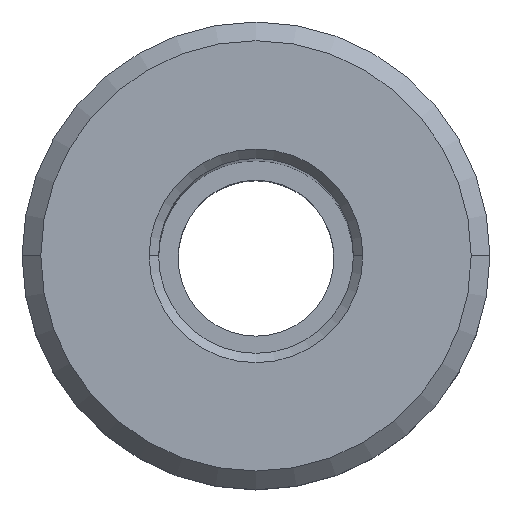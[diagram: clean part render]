
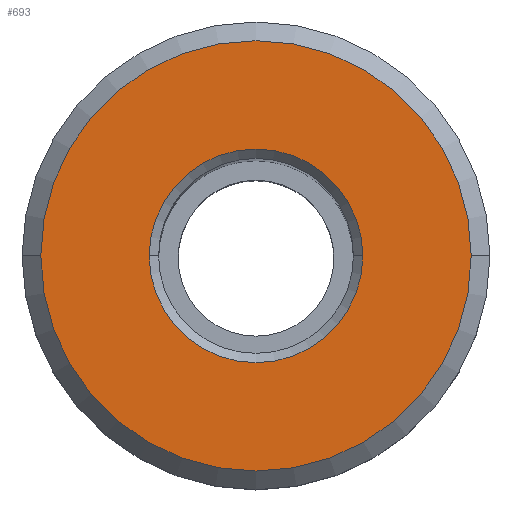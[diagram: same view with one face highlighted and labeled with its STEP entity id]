
A CAD part, top view. The second image highlights one B-rep face of the part: STEP entity #693.
In plain terms, the highlighted planar face has unit normal (0, 0, 1).
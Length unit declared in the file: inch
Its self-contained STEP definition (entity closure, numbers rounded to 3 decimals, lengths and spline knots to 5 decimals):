
#25 = VERTEX_POINT ( 'NONE', #944 ) ;
#32 = DIRECTION ( 'NONE',  ( 0., 0., 1. ) ) ;
#51 = CARTESIAN_POINT ( 'NONE',  ( 0.345, 0., 0. ) ) ;
#71 = ORIENTED_EDGE ( 'NONE', *, *, #813, .T. ) ;
#99 = VERTEX_POINT ( 'NONE', #484 ) ;
#100 = AXIS2_PLACEMENT_3D ( 'NONE', #832, #271, #441 ) ;
#180 = VERTEX_POINT ( 'NONE', #51 ) ;
#225 = DIRECTION ( 'NONE',  ( 0., 0., 1. ) ) ;
#240 = CARTESIAN_POINT ( 'NONE',  ( 0., 0., 0. ) ) ;
#271 = DIRECTION ( 'NONE',  ( 0., 0., -1. ) ) ;
#301 = CARTESIAN_POINT ( 'NONE',  ( 0., 0., 0. ) ) ;
#319 = ORIENTED_EDGE ( 'NONE', *, *, #764, .T. ) ;
#358 = FACE_BOUND ( 'NONE', #655, .T. ) ;
#368 = CIRCLE ( 'NONE', #512, 0.17125 ) ;
#396 = DIRECTION ( 'NONE',  ( -1., 0., 0. ) ) ;
#408 = AXIS2_PLACEMENT_3D ( 'NONE', #301, #711, #396 ) ;
#441 = DIRECTION ( 'NONE',  ( -1., 0., 0. ) ) ;
#476 = DIRECTION ( 'NONE',  ( -1., 0., 0. ) ) ;
#479 = CIRCLE ( 'NONE', #856, 0.345 ) ;
#484 = CARTESIAN_POINT ( 'NONE',  ( -0.17125, 0., 0. ) ) ;
#512 = AXIS2_PLACEMENT_3D ( 'NONE', #240, #565, #964 ) ;
#564 = CIRCLE ( 'NONE', #408, 0.17125 ) ;
#565 = DIRECTION ( 'NONE',  ( 0., 0., -1. ) ) ;
#593 = VERTEX_POINT ( 'NONE', #961 ) ;
#595 = EDGE_CURVE ( 'NONE', #25, #99, #368, .T. ) ;
#617 = CIRCLE ( 'NONE', #750, 0.345 ) ;
#652 = DIRECTION ( 'NONE',  ( -1., 0., 0. ) ) ;
#655 = EDGE_LOOP ( 'NONE', ( #1062, #319 ) ) ;
#693 = ADVANCED_FACE ( 'NONE', ( #933, #358 ), #1023, .F. ) ;
#711 = DIRECTION ( 'NONE',  ( 0., 0., -1. ) ) ;
#750 = AXIS2_PLACEMENT_3D ( 'NONE', #971, #32, #652 ) ;
#753 = ORIENTED_EDGE ( 'NONE', *, *, #898, .T. ) ;
#764 = EDGE_CURVE ( 'NONE', #99, #25, #564, .T. ) ;
#813 = EDGE_CURVE ( 'NONE', #593, #180, #479, .T. ) ;
#830 = EDGE_LOOP ( 'NONE', ( #71, #753 ) ) ;
#832 = CARTESIAN_POINT ( 'NONE',  ( 0., 0.375, 0. ) ) ;
#856 = AXIS2_PLACEMENT_3D ( 'NONE', #957, #225, #476 ) ;
#898 = EDGE_CURVE ( 'NONE', #180, #593, #617, .T. ) ;
#933 = FACE_OUTER_BOUND ( 'NONE', #830, .T. ) ;
#944 = CARTESIAN_POINT ( 'NONE',  ( 0.17125, 0., 0. ) ) ;
#957 = CARTESIAN_POINT ( 'NONE',  ( 0., 0., 0. ) ) ;
#961 = CARTESIAN_POINT ( 'NONE',  ( -0.345, 0., 0. ) ) ;
#964 = DIRECTION ( 'NONE',  ( -1., 0., 0. ) ) ;
#971 = CARTESIAN_POINT ( 'NONE',  ( 0., 0., 0. ) ) ;
#1023 = PLANE ( 'NONE',  #100 ) ;
#1062 = ORIENTED_EDGE ( 'NONE', *, *, #595, .T. ) ;
